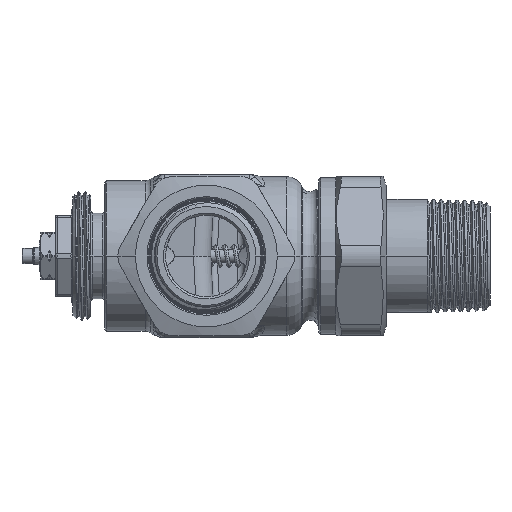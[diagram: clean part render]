
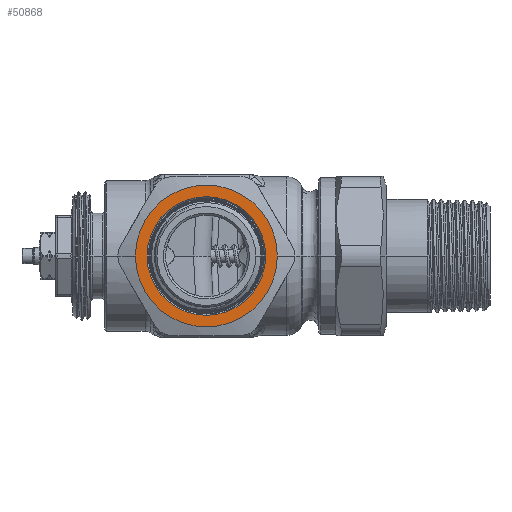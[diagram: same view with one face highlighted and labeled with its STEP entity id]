
A CAD part, left-side view. The second image highlights one B-rep face of the part: STEP entity #50868.
In plain terms, the highlighted planar face has unit normal (-1, 0, 0).
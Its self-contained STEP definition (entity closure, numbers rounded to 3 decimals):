
#11630=CARTESIAN_POINT('',(-41.8,0.,0.));
#11631=DIRECTION('',(-1.,0.,0.));
#11632=DIRECTION('',(0.,1.,0.));
#11633=AXIS2_PLACEMENT_3D('',#11630,#11631,#11632);
#11635=CARTESIAN_POINT('',(-41.8,0.,0.));
#11636=DIRECTION('',(-1.,0.,0.));
#11637=DIRECTION('',(0.,-1.,0.));
#11638=AXIS2_PLACEMENT_3D('',#11635,#11636,#11637);
#11716=CARTESIAN_POINT('',(-41.8,0.,0.));
#11717=DIRECTION('',(-1.,0.,0.));
#11718=DIRECTION('',(0.,0.,-1.));
#11719=AXIS2_PLACEMENT_3D('',#11716,#11717,#11718);
#11734=CARTESIAN_POINT('',(-41.8,0.,0.));
#11735=DIRECTION('',(-1.,0.,0.));
#11736=DIRECTION('',(0.,0.,1.));
#11737=AXIS2_PLACEMENT_3D('',#11734,#11735,#11736);
#38770=CARTESIAN_POINT('',(-41.8,16.5,0.));
#38771=CARTESIAN_POINT('',(-41.8,-16.5,0.));
#38772=VERTEX_POINT('',#38770);
#38773=VERTEX_POINT('',#38771);
#38790=CARTESIAN_POINT('',(-41.8,0.,13.8));
#38791=CARTESIAN_POINT('',(-41.8,0.,-13.8));
#38792=VERTEX_POINT('',#38790);
#38793=VERTEX_POINT('',#38791);
#50852=CARTESIAN_POINT('',(-41.8,0.,0.));
#50853=DIRECTION('',(1.,0.,0.));
#50854=DIRECTION('',(0.,-1.,0.));
#50855=AXIS2_PLACEMENT_3D('',#50852,#50853,#50854);
#50856=PLANE('',#50855);
#50857=ORIENTED_EDGE('',*,*,#50836,.F.);
#50859=ORIENTED_EDGE('',*,*,#50858,.F.);
#50860=EDGE_LOOP('',(#50857,#50859));
#50861=FACE_OUTER_BOUND('',#50860,.F.);
#50863=ORIENTED_EDGE('',*,*,#50862,.T.);
#50865=ORIENTED_EDGE('',*,*,#50864,.T.);
#50866=EDGE_LOOP('',(#50863,#50865));
#50867=FACE_BOUND('',#50866,.F.);
#50868=ADVANCED_FACE('',(#50861,#50867),#50856,.F.);
#11634=CIRCLE('',#11633,16.5);
#11639=CIRCLE('',#11638,16.5);
#11720=CIRCLE('',#11719,13.8);
#11738=CIRCLE('',#11737,13.8);
#50836=EDGE_CURVE('',#38772,#38773,#11634,.T.);
#50858=EDGE_CURVE('',#38773,#38772,#11639,.T.);
#50862=EDGE_CURVE('',#38793,#38792,#11720,.T.);
#50864=EDGE_CURVE('',#38792,#38793,#11738,.T.);
